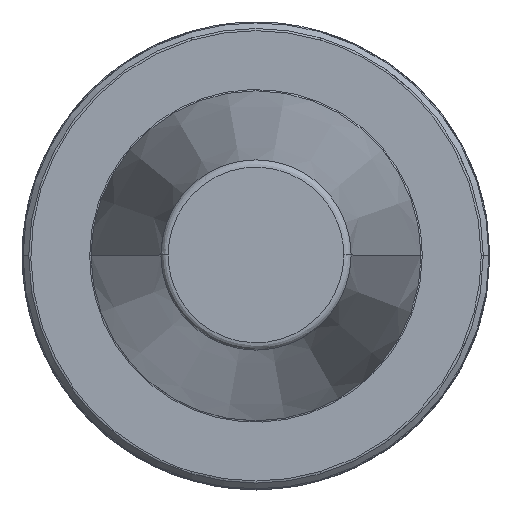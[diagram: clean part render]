
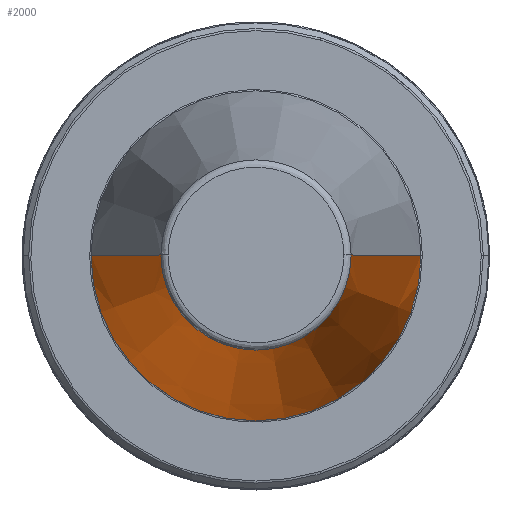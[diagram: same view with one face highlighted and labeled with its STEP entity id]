
A CAD part, top view. The second image highlights one B-rep face of the part: STEP entity #2000.
In plain terms, the highlighted conical face has half-angle 8.297 degrees and reference radius 22.225 mm.
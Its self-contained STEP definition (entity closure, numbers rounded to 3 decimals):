
#32 = AXIS2_PLACEMENT_3D ( 'NONE', #2311, #2309, #2305 ) ;
#73 = CARTESIAN_POINT ( 'NONE',  ( -22.225, 0., 0. ) ) ;
#181 = CARTESIAN_POINT ( 'NONE',  ( 22.225, 0., 0. ) ) ;
#184 = DIRECTION ( 'NONE',  ( 0.144, 0., -0.99 ) ) ;
#211 = DIRECTION ( 'NONE',  ( -1., 0., 0. ) ) ;
#215 = DIRECTION ( 'NONE',  ( 0., 0., 1. ) ) ;
#219 = CARTESIAN_POINT ( 'NONE',  ( 0., 0., 0. ) ) ;
#538 = AXIS2_PLACEMENT_3D ( 'NONE', #2228, #2243, #2221 ) ;
#584 = CIRCLE ( 'NONE', #32, 12.812 ) ;
#687 = EDGE_LOOP ( 'NONE', ( #1032, #2130, #773, #2293 ) ) ;
#721 = VERTEX_POINT ( 'NONE', #1248 ) ;
#773 = ORIENTED_EDGE ( 'NONE', *, *, #1437, .T. ) ;
#1032 = ORIENTED_EDGE ( 'NONE', *, *, #1174, .F. ) ;
#1135 = EDGE_CURVE ( 'NONE', #2903, #1435, #2108, .T. ) ;
#1174 = EDGE_CURVE ( 'NONE', #1919, #1435, #1252, .T. ) ;
#1248 = CARTESIAN_POINT ( 'NONE',  ( -12.812, 0., 64.544 ) ) ;
#1252 = LINE ( 'NONE', #181, #1339 ) ;
#1339 = VECTOR ( 'NONE', #184, 1000. ) ;
#1435 = VERTEX_POINT ( 'NONE', #3084 ) ;
#1437 = EDGE_CURVE ( 'NONE', #721, #2903, #2115, .T. ) ;
#1708 = FACE_OUTER_BOUND ( 'NONE', #687, .T. ) ;
#1829 = AXIS2_PLACEMENT_3D ( 'NONE', #219, #215, #211 ) ;
#1919 = VERTEX_POINT ( 'NONE', #2329 ) ;
#1927 = EDGE_CURVE ( 'NONE', #1919, #721, #584, .T. ) ;
#2000 = ADVANCED_FACE ( 'NONE', ( #1708 ), #2991, .T. ) ;
#2108 = CIRCLE ( 'NONE', #1829, 22.225 ) ;
#2115 = LINE ( 'NONE', #3046, #2946 ) ;
#2130 = ORIENTED_EDGE ( 'NONE', *, *, #1927, .T. ) ;
#2221 = DIRECTION ( 'NONE',  ( -1., 0., 0. ) ) ;
#2228 = CARTESIAN_POINT ( 'NONE',  ( 0., 0., 0. ) ) ;
#2243 = DIRECTION ( 'NONE',  ( 0., 0., -1. ) ) ;
#2293 = ORIENTED_EDGE ( 'NONE', *, *, #1135, .T. ) ;
#2305 = DIRECTION ( 'NONE',  ( -1., 0., 0. ) ) ;
#2309 = DIRECTION ( 'NONE',  ( 0., 0., -1. ) ) ;
#2311 = CARTESIAN_POINT ( 'NONE',  ( 0., 0., 64.544 ) ) ;
#2329 = CARTESIAN_POINT ( 'NONE',  ( 12.812, 0., 64.544 ) ) ;
#2903 = VERTEX_POINT ( 'NONE', #73 ) ;
#2946 = VECTOR ( 'NONE', #3088, 1000. ) ;
#2991 = CONICAL_SURFACE ( 'NONE', #538, 22.225, 0.145 ) ;
#3046 = CARTESIAN_POINT ( 'NONE',  ( -22.225, 0., 0. ) ) ;
#3084 = CARTESIAN_POINT ( 'NONE',  ( 22.225, 0., 0. ) ) ;
#3088 = DIRECTION ( 'NONE',  ( -0.144, 0., -0.99 ) ) ;
